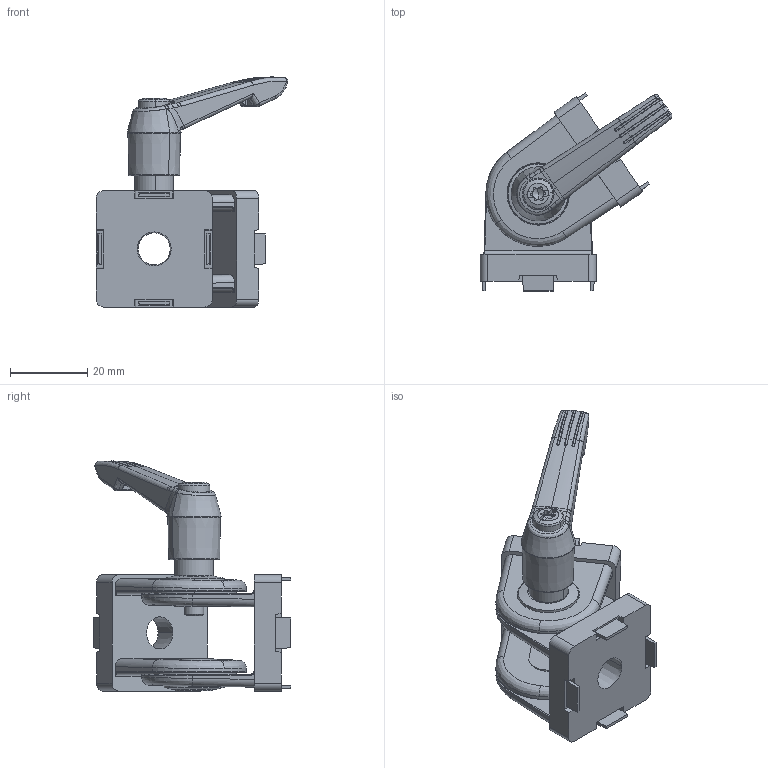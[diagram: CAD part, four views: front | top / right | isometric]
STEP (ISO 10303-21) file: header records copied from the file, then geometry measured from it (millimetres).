
FILE_DESCRIPTION (( 'STEP AP214' ), '1' );
FILE_NAME ('6128410', '2019-01-28T16:38:10', ( '' ), ('JUGARD+KÜNSTNER GmbH'), 'SwSTEP 2.0', 'SolidWorks 2017', '' );
FILE_SCHEMA (( 'AUTOMOTIVE_DESIGN' ));
Length unit declared in the file: millimetre
Products named in the file (8): Part1; Part9; 12843f06k_12843 m05 10 k; Part6; Part5; Part2; Part8; 6128410
Assembly tree (10 placements, depth 3):
  6128410
    Part8  x2
    12843f06k_12843 m05 10 k
      Part5
      Part6
    Part9  x2
    Part1  x2
    Part2
Bounding box: 49.54 x 51.1 x 59.39 mm (x, y, z)
Volume: 24634.9 mm3; surface area: 17929.9 mm2
Topology: 9 solids, 10 shells, 531 faces, 1284 edges, 782 vertices
Faces by surface type: bspline 187, plane 182, cylinder 114, cone 48
Entity records: 21019 total; most frequent: CARTESIAN_POINT 7920, ORIENTED_EDGE 1936, DIRECTION 1479, EDGE_CURVE 968, VERTEX_POINT 592, AXIS2_PLACEMENT_3D 575, EDGE_LOOP 432, UNCERTAINTY_MEASURE_WITH_UNIT 426
